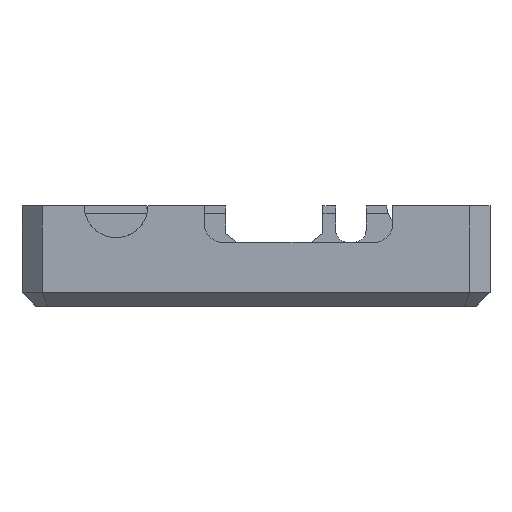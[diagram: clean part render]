
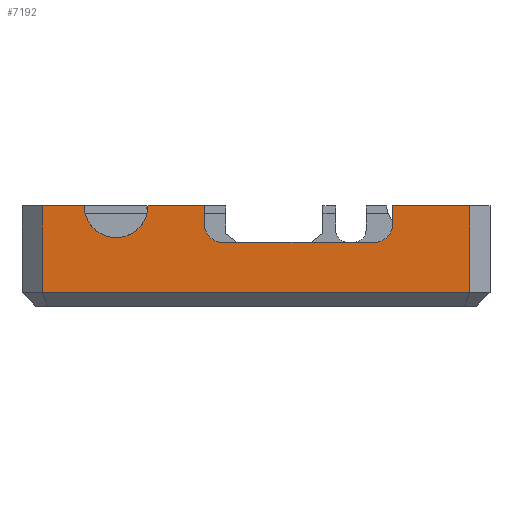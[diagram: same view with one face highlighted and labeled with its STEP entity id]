
A CAD part, front view. The second image highlights one B-rep face of the part: STEP entity #7192.
In plain terms, the highlighted planar face has unit normal (0, -1, 0).
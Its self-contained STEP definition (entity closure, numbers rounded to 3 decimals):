
#535 = VERTEX_POINT('',#536);
#536 = CARTESIAN_POINT('',(22.5,-66.,15.));
#542 = EDGE_CURVE('',#543,#535,#545,.T.);
#543 = VERTEX_POINT('',#544);
#544 = CARTESIAN_POINT('',(35.207,-66.,15.));
#545 = LINE('',#546,#547);
#546 = CARTESIAN_POINT('',(26.5,-66.,15.));
#547 = VECTOR('',#548,1.);
#548 = DIRECTION('',(-1.,0.,0.));
#2616 = VERTEX_POINT('',#2617);
#2617 = CARTESIAN_POINT('',(-17.769,-66.,15.));
#2623 = EDGE_CURVE('',#2616,#2624,#2626,.T.);
#2624 = VERTEX_POINT('',#2625);
#2625 = CARTESIAN_POINT('',(-28.269,-66.,15.));
#2626 = CIRCLE('',#2627,5.25);
#2627 = AXIS2_PLACEMENT_3D('',#2628,#2629,#2630);
#2628 = CARTESIAN_POINT('',(-23.019,-66.,15.));
#2629 = DIRECTION('',(0.,1.,0.));
#2630 = DIRECTION('',(1.,0.,0.));
#2794 = EDGE_CURVE('',#2795,#2616,#2797,.T.);
#2795 = VERTEX_POINT('',#2796);
#2796 = CARTESIAN_POINT('',(-8.5,-66.,15.));
#2797 = LINE('',#2798,#2799);
#2798 = CARTESIAN_POINT('',(-15.754,-66.,15.));
#2799 = VECTOR('',#2800,1.);
#2800 = DIRECTION('',(-1.,0.,0.));
#7192 = ADVANCED_FACE('',(#7193),#7268,.T.);
#7193 = FACE_BOUND('',#7194,.T.);
#7194 = EDGE_LOOP('',(#7195,#7196,#7204,#7212,#7220,#7226,#7227,#7235,
    #7244,#7252,#7261,#7267));
#7195 = ORIENTED_EDGE('',*,*,#2623,.T.);
#7196 = ORIENTED_EDGE('',*,*,#7197,.T.);
#7197 = EDGE_CURVE('',#2624,#7198,#7200,.T.);
#7198 = VERTEX_POINT('',#7199);
#7199 = CARTESIAN_POINT('',(-35.207,-66.,15.));
#7200 = LINE('',#7201,#7202);
#7201 = CARTESIAN_POINT('',(-18.5,-66.,15.));
#7202 = VECTOR('',#7203,1.);
#7203 = DIRECTION('',(-1.,0.,0.));
#7204 = ORIENTED_EDGE('',*,*,#7205,.T.);
#7205 = EDGE_CURVE('',#7198,#7206,#7208,.T.);
#7206 = VERTEX_POINT('',#7207);
#7207 = CARTESIAN_POINT('',(-35.207,-66.,0.75));
#7208 = LINE('',#7209,#7210);
#7209 = CARTESIAN_POINT('',(-35.207,-66.,0.));
#7210 = VECTOR('',#7211,1.);
#7211 = DIRECTION('',(0.,0.,-1.));
#7212 = ORIENTED_EDGE('',*,*,#7213,.T.);
#7213 = EDGE_CURVE('',#7206,#7214,#7216,.T.);
#7214 = VERTEX_POINT('',#7215);
#7215 = CARTESIAN_POINT('',(35.207,-66.,0.75));
#7216 = LINE('',#7217,#7218);
#7217 = CARTESIAN_POINT('',(-27.75,-66.,0.75));
#7218 = VECTOR('',#7219,1.);
#7219 = DIRECTION('',(1.,0.,0.));
#7220 = ORIENTED_EDGE('',*,*,#7221,.F.);
#7221 = EDGE_CURVE('',#543,#7214,#7222,.T.);
#7222 = LINE('',#7223,#7224);
#7223 = CARTESIAN_POINT('',(35.207,-66.,0.));
#7224 = VECTOR('',#7225,1.);
#7225 = DIRECTION('',(0.,0.,-1.));
#7226 = ORIENTED_EDGE('',*,*,#542,.T.);
#7227 = ORIENTED_EDGE('',*,*,#7228,.F.);
#7228 = EDGE_CURVE('',#7229,#535,#7231,.T.);
#7229 = VERTEX_POINT('',#7230);
#7230 = CARTESIAN_POINT('',(22.5,-66.,12.));
#7231 = LINE('',#7232,#7233);
#7232 = CARTESIAN_POINT('',(22.5,-66.,7.5));
#7233 = VECTOR('',#7234,1.);
#7234 = DIRECTION('',(0.,0.,1.));
#7235 = ORIENTED_EDGE('',*,*,#7236,.F.);
#7236 = EDGE_CURVE('',#7237,#7229,#7239,.T.);
#7237 = VERTEX_POINT('',#7238);
#7238 = CARTESIAN_POINT('',(19.5,-66.,9.));
#7239 = CIRCLE('',#7240,3.);
#7240 = AXIS2_PLACEMENT_3D('',#7241,#7242,#7243);
#7241 = CARTESIAN_POINT('',(19.5,-66.,12.));
#7242 = DIRECTION('',(0.,-1.,0.));
#7243 = DIRECTION('',(0.707,0.,-0.707));
#7244 = ORIENTED_EDGE('',*,*,#7245,.F.);
#7245 = EDGE_CURVE('',#7246,#7237,#7248,.T.);
#7246 = VERTEX_POINT('',#7247);
#7247 = CARTESIAN_POINT('',(-5.5,-66.,9.));
#7248 = LINE('',#7249,#7250);
#7249 = CARTESIAN_POINT('',(-7.25,-66.,9.));
#7250 = VECTOR('',#7251,1.);
#7251 = DIRECTION('',(1.,0.,0.));
#7252 = ORIENTED_EDGE('',*,*,#7253,.F.);
#7253 = EDGE_CURVE('',#7254,#7246,#7256,.T.);
#7254 = VERTEX_POINT('',#7255);
#7255 = CARTESIAN_POINT('',(-8.5,-66.,12.));
#7256 = CIRCLE('',#7257,3.);
#7257 = AXIS2_PLACEMENT_3D('',#7258,#7259,#7260);
#7258 = CARTESIAN_POINT('',(-5.5,-66.,12.));
#7259 = DIRECTION('',(0.,-1.,0.));
#7260 = DIRECTION('',(-0.707,-0.,-0.707));
#7261 = ORIENTED_EDGE('',*,*,#7262,.T.);
#7262 = EDGE_CURVE('',#7254,#2795,#7263,.T.);
#7263 = LINE('',#7264,#7265);
#7264 = CARTESIAN_POINT('',(-8.5,-66.,13.7));
#7265 = VECTOR('',#7266,1.);
#7266 = DIRECTION('',(0.,0.,1.));
#7267 = ORIENTED_EDGE('',*,*,#2794,.T.);
#7268 = PLANE('',#7269);
#7269 = AXIS2_PLACEMENT_3D('',#7270,#7271,#7272);
#7270 = CARTESIAN_POINT('',(-37.,-66.,0.));
#7271 = DIRECTION('',(0.,-1.,0.));
#7272 = DIRECTION('',(1.,0.,0.));
